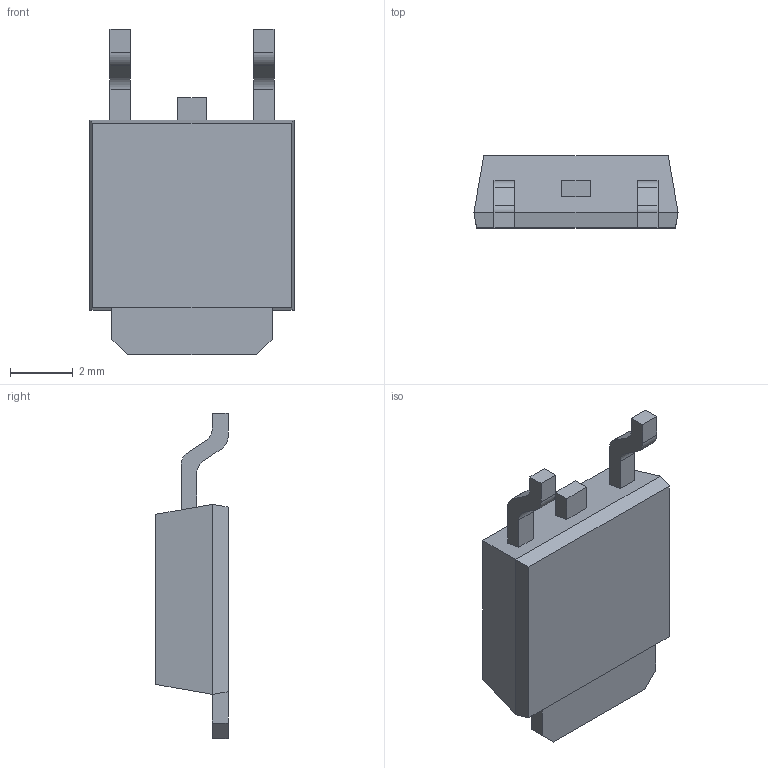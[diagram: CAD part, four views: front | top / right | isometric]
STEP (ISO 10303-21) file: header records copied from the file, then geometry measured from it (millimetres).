
FILE_DESCRIPTION (( 'STEP AP214' ), '1' );
FILE_NAME ('FQD5N60CTM.STEP', '2022-09-16T09:46:09', ( '' ), ( '' ), 'SwSTEP 2.0', 'SolidWorks 2018', '' );
FILE_SCHEMA (( 'AUTOMOTIVE_DESIGN' ));
Length unit declared in the file: millimetre
Products named in the file (1): FQD5N60CTM
Bounding box: 6.5 x 2.3 x 10.36 mm (x, y, z)
Volume: 89.2 mm3; surface area: 161.6 mm2
Topology: 4 solids, 4 shells, 55 faces, 130 edges, 84 vertices
Faces by surface type: plane 45, cylinder 10
Entity records: 1808 total; most frequent: CARTESIAN_POINT 270, DIRECTION 262, ORIENTED_EDGE 260, EDGE_CURVE 130, LINE 110, VECTOR 110, VERTEX_POINT 84, AXIS2_PLACEMENT_3D 76
